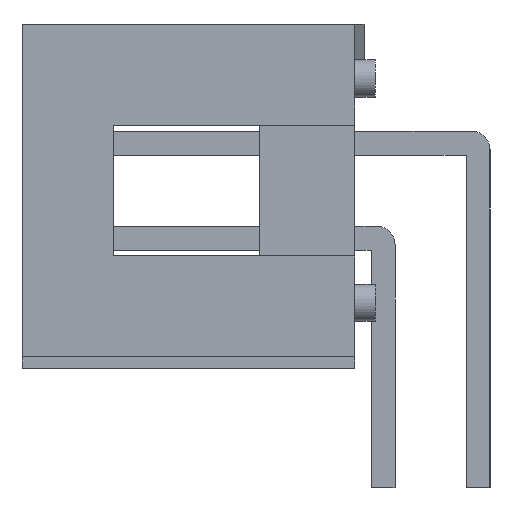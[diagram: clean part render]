
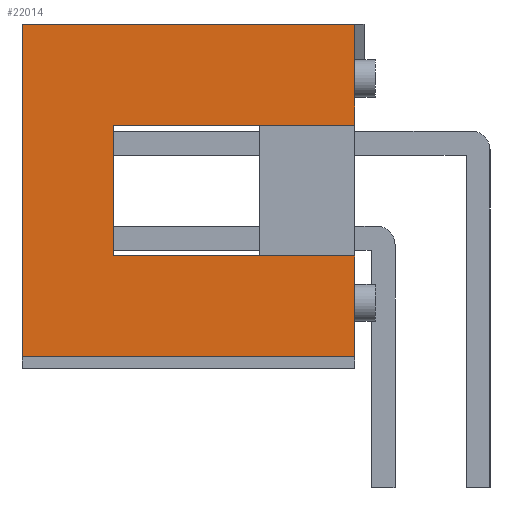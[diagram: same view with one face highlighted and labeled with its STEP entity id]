
A CAD part, left-side view. The second image highlights one B-rep face of the part: STEP entity #22014.
In plain terms, the highlighted planar face has unit normal (-1, 0, 0).
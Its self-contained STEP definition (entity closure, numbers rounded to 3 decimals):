
#20365=CARTESIAN_POINT('',(-35.66,8.48,6.5));
#20366=VERTEX_POINT('',#20365);
#20373=CARTESIAN_POINT('',(-35.66,8.48,3.));
#20374=VERTEX_POINT('',#20373);
#20375=CARTESIAN_POINT('',(-35.66,8.48,4.75));
#20376=DIRECTION('',(0.0,-0.0,1.0));
#20377=VECTOR('',#20376,1.0);
#20378=LINE('',#20375,#20377);
#20379=EDGE_CURVE('n� 1100',#20374,#20366,#20378,.T.);
#20403=CARTESIAN_POINT('',(-35.66,2.03,6.5));
#20404=VERTEX_POINT('',#20403);
#20411=CARTESIAN_POINT('',(-35.66,6.48,6.5));
#20412=DIRECTION('',(-0.0,-1.0,-0.0));
#20413=VECTOR('',#20412,1.0);
#20414=LINE('',#20411,#20413);
#20415=EDGE_CURVE('n� 1099',#20366,#20404,#20414,.T.);
#20427=CARTESIAN_POINT('',(-35.66,2.03,3.));
#20428=VERTEX_POINT('',#20427);
#20429=CARTESIAN_POINT('',(-35.66,6.48,3.));
#20430=DIRECTION('',(-0.0,1.0,0.));
#20431=VECTOR('',#20430,1.0);
#20432=LINE('',#20429,#20431);
#20433=EDGE_CURVE('n� 1093',#20428,#20374,#20432,.T.);
#21201=CARTESIAN_POINT('',(-35.66,10.93,0.3));
#21202=VERTEX_POINT('',#21201);
#21209=CARTESIAN_POINT('',(-35.66,10.93,9.2));
#21210=VERTEX_POINT('',#21209);
#21211=CARTESIAN_POINT('',(-35.66,10.93,4.75));
#21212=DIRECTION('',(-0.0,0.0,-1.0));
#21213=VECTOR('',#21212,1.0);
#21214=LINE('',#21211,#21213);
#21215=EDGE_CURVE('n� 1096',#21210,#21202,#21214,.T.);
#21941=CARTESIAN_POINT('',(-35.66,2.03,9.2));
#21942=VERTEX_POINT('',#21941);
#21943=CARTESIAN_POINT('',(-35.66,6.48,9.2));
#21944=DIRECTION('',(0.0,1.0,0.0));
#21945=VECTOR('',#21944,1.0);
#21946=LINE('',#21943,#21945);
#21947=EDGE_CURVE('n� 1097',#21942,#21210,#21946,.T.);
#21982=CARTESIAN_POINT('',(-35.66,2.03,0.3));
#21983=VERTEX_POINT('',#21982);
#21984=CARTESIAN_POINT('',(-35.66,2.03,4.6));
#21985=DIRECTION('',(0.0,0.0,-1.0));
#21986=VECTOR('',#21985,1.0);
#21987=LINE('',#21984,#21986);
#21988=EDGE_CURVE('n� 113',#20428,#21983,#21987,.T.);
#21989=ORIENTED_EDGE('',*,*,#21988,.F.);
#21990=ORIENTED_EDGE('',*,*,#20433,.T.);
#21991=ORIENTED_EDGE('',*,*,#20379,.T.);
#21992=ORIENTED_EDGE('',*,*,#20415,.T.);
#21993=CARTESIAN_POINT('',(-35.66,2.03,4.6));
#21994=DIRECTION('',(-0.0,0.0,-1.0));
#21995=VECTOR('',#21994,1.0);
#21996=LINE('',#21993,#21995);
#21997=EDGE_CURVE('n� 117',#21942,#20404,#21996,.T.);
#21998=ORIENTED_EDGE('',*,*,#21997,.F.);
#21999=ORIENTED_EDGE('',*,*,#21947,.T.);
#22000=ORIENTED_EDGE('',*,*,#21215,.T.);
#22001=CARTESIAN_POINT('',(-35.66,6.48,0.3));
#22002=DIRECTION('',(0.0,1.0,0.0));
#22003=VECTOR('',#22002,1.0);
#22004=LINE('',#22001,#22003);
#22005=EDGE_CURVE('n� 1074',#21983,#21202,#22004,.T.);
#22006=ORIENTED_EDGE('',*,*,#22005,.F.);
#22007=EDGE_LOOP('',(#21989,#21990,#21991,#21992,#21998,#21999,#22000,#22006));
#22008=FACE_OUTER_BOUND('',#22007,.T.);
#22009=CARTESIAN_POINT('',(-35.66,2.03,0.3));
#22010=DIRECTION('',(-1.0,0.0,0.0));
#22011=DIRECTION('',(0.0,-0.0,1.0));
#22012=AXIS2_PLACEMENT_3D('',#22009,#22010,#22011);
#22013=PLANE('',#22012);
#22014=ADVANCED_FACE('n� 1090',(#22008),#22013,.T.);
